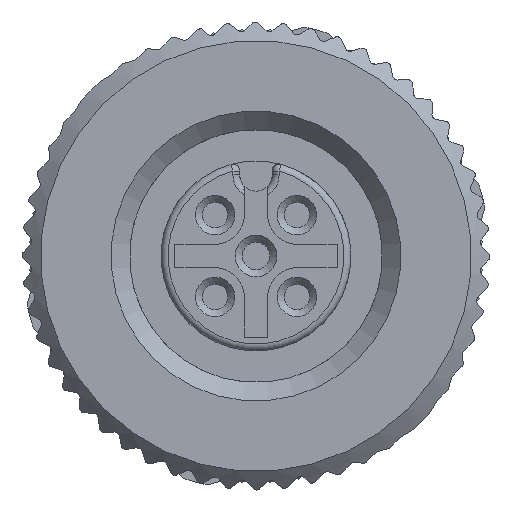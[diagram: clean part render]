
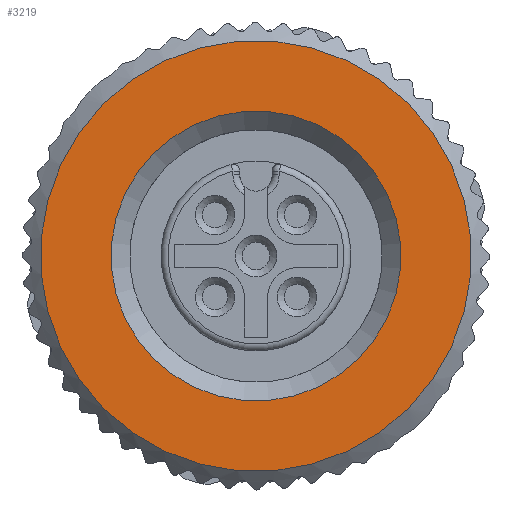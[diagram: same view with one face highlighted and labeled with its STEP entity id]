
A CAD part, left-side view. The second image highlights one B-rep face of the part: STEP entity #3219.
In plain terms, the highlighted planar face has unit normal (-1, 0, 0).
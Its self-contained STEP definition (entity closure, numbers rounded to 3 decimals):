
#3219=ADVANCED_FACE('',(#4186,#4187),#3822,.T.);
#3822=PLANE('',#12137);
#4186=FACE_BOUND('',#4313,.T.);
#4187=FACE_BOUND('',#4314,.T.);
#4313=EDGE_LOOP('',(#5830));
#4314=EDGE_LOOP('',(#5831));
#5830=ORIENTED_EDGE('',*,*,#10473,.T.);
#5831=ORIENTED_EDGE('',*,*,#10239,.T.);
#9029=VERTEX_POINT('',#19068);
#9247=VERTEX_POINT('',#19574);
#10239=EDGE_CURVE('',#9029,#9029,#11560,.T.);
#10473=EDGE_CURVE('',#9247,#9247,#11668,.T.);
#11560=CIRCLE('',#12010,9.3);
#11668=CIRCLE('',#12136,6.259);
#12010=AXIS2_PLACEMENT_3D('',#19067,#13458,#13459);
#12136=AXIS2_PLACEMENT_3D('',#19573,#13824,#13825);
#12137=AXIS2_PLACEMENT_3D('',#19575,#13826,#13827);
#13458=DIRECTION('',(-1.,0.,0.));
#13459=DIRECTION('',(0.,-0.707,-0.707));
#13824=DIRECTION('',(1.,0.,0.));
#13825=DIRECTION('',(0.,-0.707,-0.707));
#13826=DIRECTION('',(-1.,0.,0.));
#13827=DIRECTION('',(0.,0.707,0.707));
#19067=CARTESIAN_POINT('',(0.75,0.,0.));
#19068=CARTESIAN_POINT('',(0.75,-6.576,-6.576));
#19573=CARTESIAN_POINT('',(0.75,0.,0.));
#19574=CARTESIAN_POINT('',(0.75,-4.425,-4.425));
#19575=CARTESIAN_POINT('',(0.75,0.,0.));
